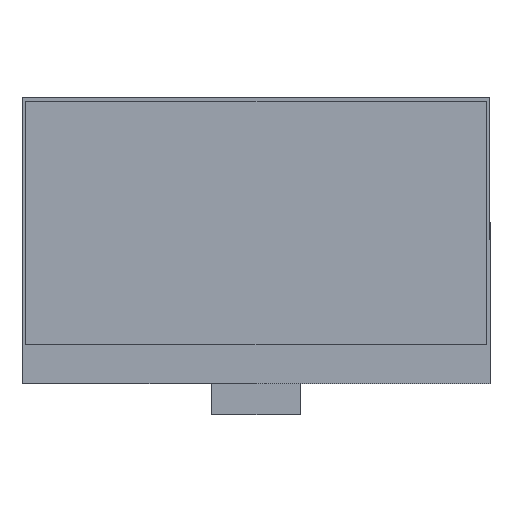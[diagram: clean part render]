
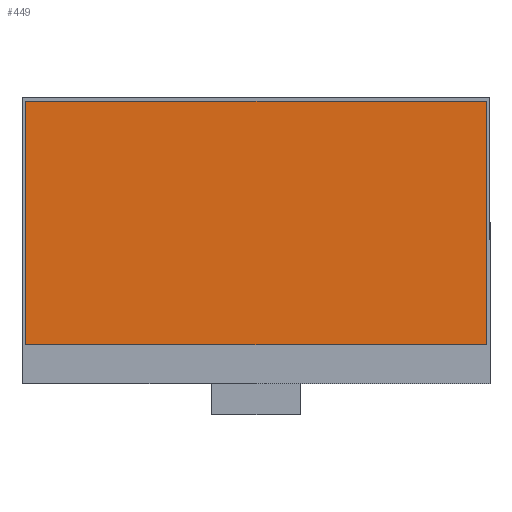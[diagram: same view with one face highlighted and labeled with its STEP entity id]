
A CAD part, top view. The second image highlights one B-rep face of the part: STEP entity #449.
In plain terms, the highlighted planar face has unit normal (0, 0, 1).
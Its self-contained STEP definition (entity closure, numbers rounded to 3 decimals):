
#2 = CARTESIAN_POINT ( 'NONE',  ( 29.75, 18., 0.7 ) ) ;
#83 = PLANE ( 'NONE',  #621 ) ;
#91 = VECTOR ( 'NONE', #145, 1000. ) ;
#110 = DIRECTION ( 'NONE',  ( -1., 0., 0. ) ) ;
#117 = ORIENTED_EDGE ( 'NONE', *, *, #754, .T. ) ;
#131 = VECTOR ( 'NONE', #762, 1000. ) ;
#145 = DIRECTION ( 'NONE',  ( 0., -1., 0. ) ) ;
#152 = CARTESIAN_POINT ( 'NONE',  ( 0., 0., 0.7 ) ) ;
#169 = CARTESIAN_POINT ( 'NONE',  ( 29.75, 18., 0.7 ) ) ;
#223 = EDGE_CURVE ( 'NONE', #342, #466, #285, .T. ) ;
#285 = LINE ( 'NONE', #349, #91 ) ;
#291 = CARTESIAN_POINT ( 'NONE',  ( -29.75, -13.5, 0.7 ) ) ;
#312 = CARTESIAN_POINT ( 'NONE',  ( -29.75, -13.5, 0.7 ) ) ;
#341 = LINE ( 'NONE', #2, #413 ) ;
#342 = VERTEX_POINT ( 'NONE', #527 ) ;
#349 = CARTESIAN_POINT ( 'NONE',  ( -29.75, 18., 0.7 ) ) ;
#360 = DIRECTION ( 'NONE',  ( 1., 0., 0. ) ) ;
#367 = CARTESIAN_POINT ( 'NONE',  ( 29.75, -13.5, 0.7 ) ) ;
#379 = LINE ( 'NONE', #391, #532 ) ;
#381 = ORIENTED_EDGE ( 'NONE', *, *, #410, .T. ) ;
#391 = CARTESIAN_POINT ( 'NONE',  ( -29.75, 18., 0.7 ) ) ;
#410 = EDGE_CURVE ( 'NONE', #635, #798, #341, .T. ) ;
#413 = VECTOR ( 'NONE', #595, 1000. ) ;
#449 = ADVANCED_FACE ( 'NONE', ( #555 ), #83, .T. ) ;
#466 = VERTEX_POINT ( 'NONE', #291 ) ;
#491 = ORIENTED_EDGE ( 'NONE', *, *, #619, .T. ) ;
#527 = CARTESIAN_POINT ( 'NONE',  ( -29.75, 18., 0.7 ) ) ;
#532 = VECTOR ( 'NONE', #110, 1000. ) ;
#555 = FACE_OUTER_BOUND ( 'NONE', #699, .T. ) ;
#561 = ORIENTED_EDGE ( 'NONE', *, *, #223, .T. ) ;
#595 = DIRECTION ( 'NONE',  ( 0., 1., 0. ) ) ;
#619 = EDGE_CURVE ( 'NONE', #466, #635, #643, .T. ) ;
#621 = AXIS2_PLACEMENT_3D ( 'NONE', #152, #804, #360 ) ;
#635 = VERTEX_POINT ( 'NONE', #367 ) ;
#643 = LINE ( 'NONE', #312, #131 ) ;
#699 = EDGE_LOOP ( 'NONE', ( #561, #491, #381, #117 ) ) ;
#754 = EDGE_CURVE ( 'NONE', #798, #342, #379, .T. ) ;
#762 = DIRECTION ( 'NONE',  ( 1., 0., 0. ) ) ;
#798 = VERTEX_POINT ( 'NONE', #169 ) ;
#804 = DIRECTION ( 'NONE',  ( 0., 0., 1. ) ) ;
